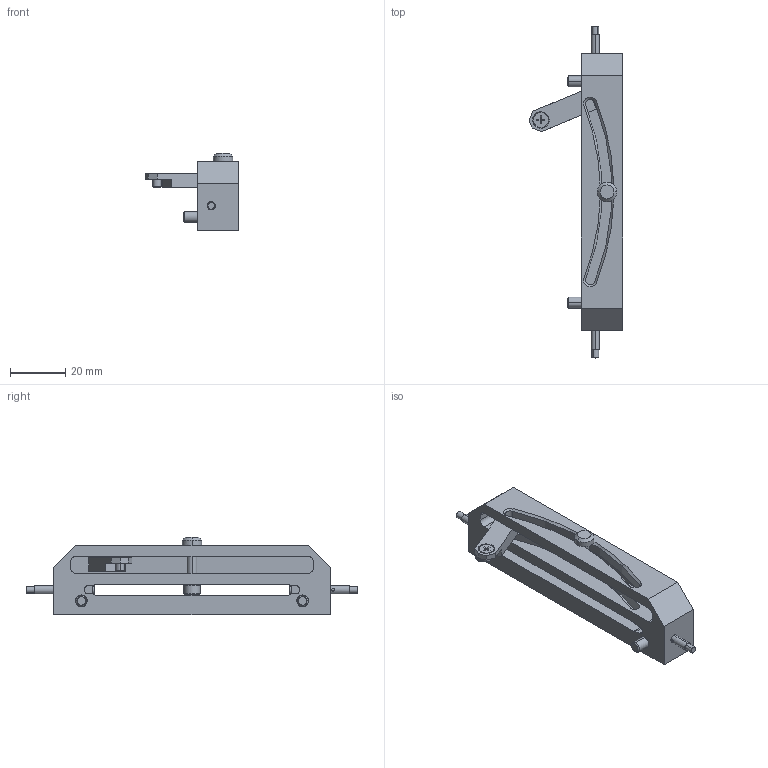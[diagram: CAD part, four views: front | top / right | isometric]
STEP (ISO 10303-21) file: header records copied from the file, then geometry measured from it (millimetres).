
FILE_DESCRIPTION((''),'2;1');
FILE_NAME('643073-01-D01','2012-06-20T',('ch5375'),(''),'PRO/ENGINEER BY PARAMETRIC TECHNOLOGY CORPORATION, 2010370','PRO/ENGINEER BY PARAMETRIC TECHNOLOGY CORPORATION, 2010370','');
FILE_SCHEMA(('CONFIG_CONTROL_DESIGN','SHAPE_APPEARANCE_LAYERS_GROUPS'));
Length unit declared in the file: millimetre
Products named in the file (1): 643073-01-D01
Bounding box: 33.95 x 120 x 28 mm (x, y, z)
Volume: 24971.4 mm3; surface area: 14748.5 mm2
Topology: 2 solids, 4 shells, 262 faces, 608 edges, 371 vertices
Faces by surface type: plane 106, cylinder 94, cone 58, bspline 4
Entity records: 8164 total; most frequent: CARTESIAN_POINT 2081, DIRECTION 1296, ORIENTED_EDGE 1208, EDGE_CURVE 604, AXIS2_PLACEMENT_3D 490, VERTEX_POINT 371, VECTOR 316, LINE 316
